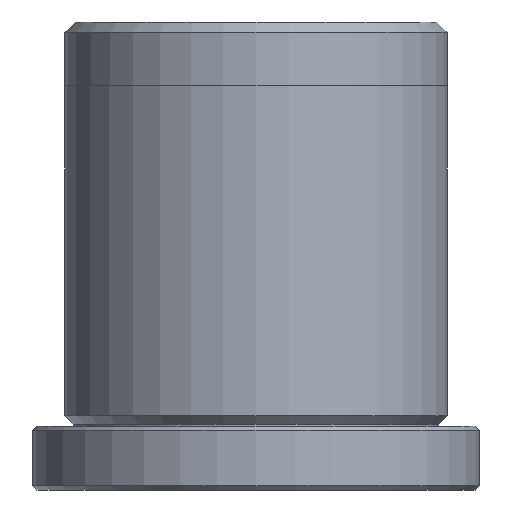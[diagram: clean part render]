
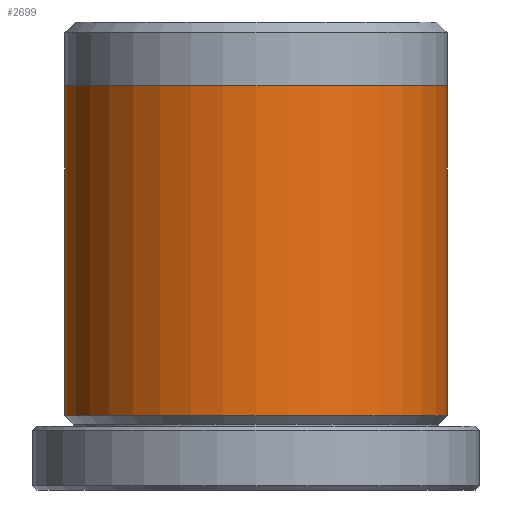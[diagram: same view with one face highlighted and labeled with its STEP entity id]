
A CAD part, front view. The second image highlights one B-rep face of the part: STEP entity #2699.
In plain terms, the highlighted cylindrical face has radius 9 mm (diameter 18 mm), a partial arc.
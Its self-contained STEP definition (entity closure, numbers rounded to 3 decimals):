
#63 = VERTEX_POINT ( 'NONE', #2381 ) ;
#356 = ORIENTED_EDGE ( 'NONE', *, *, #527, .T. ) ;
#436 = DIRECTION ( 'NONE',  ( 0., 0., -1. ) ) ;
#527 = EDGE_CURVE ( 'NONE', #1291, #3278, #3289, .T. ) ;
#680 = CARTESIAN_POINT ( 'NONE',  ( 9., 0., 22. ) ) ;
#719 = EDGE_CURVE ( 'NONE', #63, #1320, #1718, .T. ) ;
#866 = DIRECTION ( 'NONE',  ( -1., 0., 0. ) ) ;
#907 = DIRECTION ( 'NONE',  ( 0., 0., 1. ) ) ;
#980 = ORIENTED_EDGE ( 'NONE', *, *, #1046, .F. ) ;
#986 = CARTESIAN_POINT ( 'NONE',  ( 0., 0., 3.5 ) ) ;
#1046 = EDGE_CURVE ( 'NONE', #1291, #63, #3256, .T. ) ;
#1252 = DIRECTION ( 'NONE',  ( -1., 0., 0. ) ) ;
#1273 = EDGE_CURVE ( 'NONE', #1320, #3278, #1676, .T. ) ;
#1291 = VERTEX_POINT ( 'NONE', #1765 ) ;
#1320 = VERTEX_POINT ( 'NONE', #2036 ) ;
#1396 = ORIENTED_EDGE ( 'NONE', *, *, #719, .F. ) ;
#1497 = ORIENTED_EDGE ( 'NONE', *, *, #1273, .F. ) ;
#1627 = DIRECTION ( 'NONE',  ( 0., 0., -1. ) ) ;
#1659 = CYLINDRICAL_SURFACE ( 'NONE', #2140, 9. ) ;
#1676 = CIRCLE ( 'NONE', #1727, 9. ) ;
#1718 = LINE ( 'NONE', #680, #2990 ) ;
#1727 = AXIS2_PLACEMENT_3D ( 'NONE', #986, #2779, #1252 ) ;
#1765 = CARTESIAN_POINT ( 'NONE',  ( -9., 0., 19. ) ) ;
#1804 = FACE_OUTER_BOUND ( 'NONE', #2887, .T. ) ;
#2036 = CARTESIAN_POINT ( 'NONE',  ( 9., 0., 3.5 ) ) ;
#2140 = AXIS2_PLACEMENT_3D ( 'NONE', #2668, #2412, #866 ) ;
#2381 = CARTESIAN_POINT ( 'NONE',  ( 9., 0., 19. ) ) ;
#2412 = DIRECTION ( 'NONE',  ( 0., 0., -1. ) ) ;
#2445 = CARTESIAN_POINT ( 'NONE',  ( 0., 0., 19. ) ) ;
#2612 = VECTOR ( 'NONE', #1627, 1000. ) ;
#2668 = CARTESIAN_POINT ( 'NONE',  ( 0., 0., 22. ) ) ;
#2699 = ADVANCED_FACE ( 'NONE', ( #1804 ), #1659, .T. ) ;
#2702 = DIRECTION ( 'NONE',  ( 1., 0., 0. ) ) ;
#2779 = DIRECTION ( 'NONE',  ( 0., 0., -1. ) ) ;
#2887 = EDGE_LOOP ( 'NONE', ( #1396, #980, #356, #1497 ) ) ;
#2925 = CARTESIAN_POINT ( 'NONE',  ( -9., 0., 3.5 ) ) ;
#2990 = VECTOR ( 'NONE', #436, 1000. ) ;
#3139 = CARTESIAN_POINT ( 'NONE',  ( -9., 0., 22. ) ) ;
#3256 = CIRCLE ( 'NONE', #3295, 9. ) ;
#3278 = VERTEX_POINT ( 'NONE', #2925 ) ;
#3289 = LINE ( 'NONE', #3139, #2612 ) ;
#3295 = AXIS2_PLACEMENT_3D ( 'NONE', #2445, #907, #2702 ) ;
